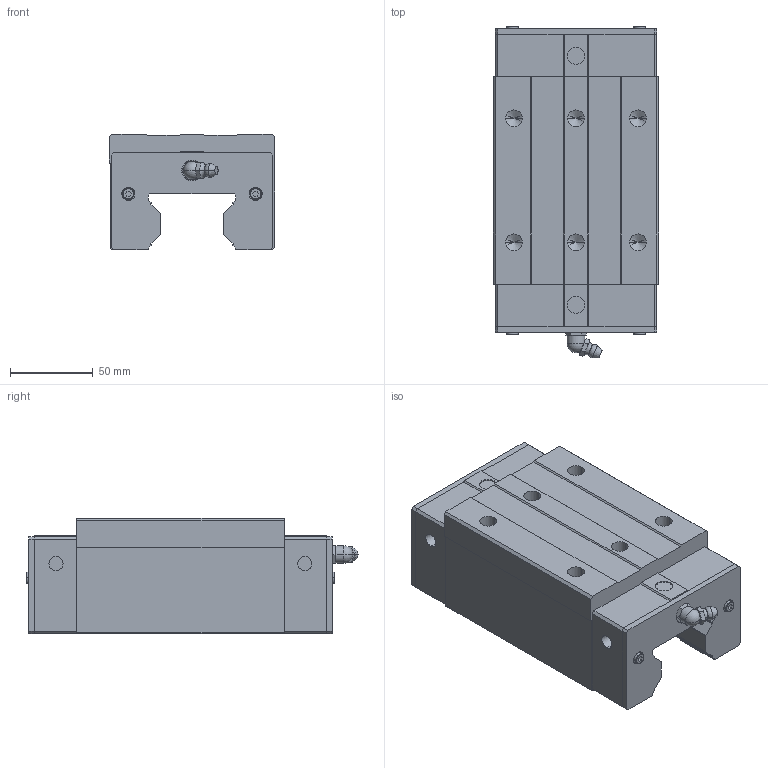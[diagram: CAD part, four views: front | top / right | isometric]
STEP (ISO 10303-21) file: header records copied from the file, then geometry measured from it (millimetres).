
FILE_DESCRIPTION(('STEP AP214'),'1');
FILE_NAME('cctmp_71326688-81CC-47B8-ABC7-687E36157BD9_2024_08_20_20_26_29_0982..stp','2024-08-20T18:26:30',('HIWIN GmbH'),('CADClick - www.CADClick.com'),'Spatial InterOp 3D',' ','unknown authorization');
FILE_SCHEMA(('AUTOMOTIVE_DESIGN'));
Length unit declared in the file: millimetre
Products named in the file (1): RGH55CAZAH_FILE
Bounding box: 100 x 200.79 x 70 mm (x, y, z)
Volume: 914806.4 mm3; surface area: 92770.8 mm2
Topology: 1 solids, 4 shells, 320 faces, 814 edges, 518 vertices
Faces by surface type: plane 176, cylinder 94, cone 26, torus 22, sphere 2
Entity records: 12224 total; most frequent: CARTESIAN_POINT 1859, DIRECTION 1644, ORIENTED_EDGE 1600, EDGE_CURVE 800, AXIS2_PLACEMENT_3D 559, LINE 526, VECTOR 526, VERTEX_POINT 518
